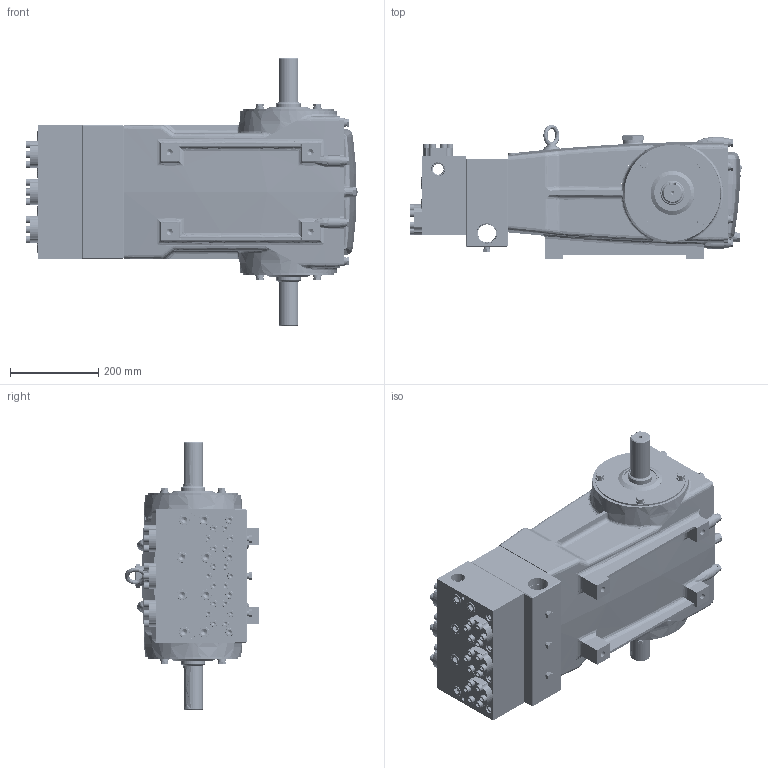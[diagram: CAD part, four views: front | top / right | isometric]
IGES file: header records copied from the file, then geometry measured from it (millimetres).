
Start section: SolidWorks IGES FILE using analytic representation for surfaces
Global section: file name: 6811.IGS; native system: SolidWorks 2004 by SolidWorks Corporation; preprocessor: Version 5.3; author: sal; date: 040713.131938; units: inch
Bounding box: 753.92 x 304.95 x 610 mm (x, y, z)
Surface area: 1846021.3 mm2 (no closed solid volume)
Topology: 0 solids, 0 shells, 3421 faces, 49548 edges, 49270 vertices
Faces by surface type: bspline 1833, revolution 1588
